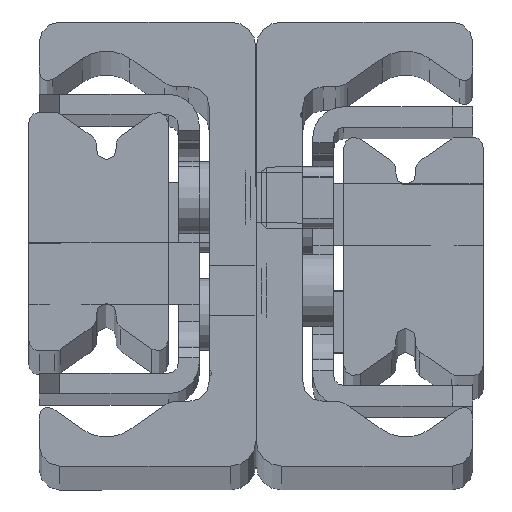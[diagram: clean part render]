
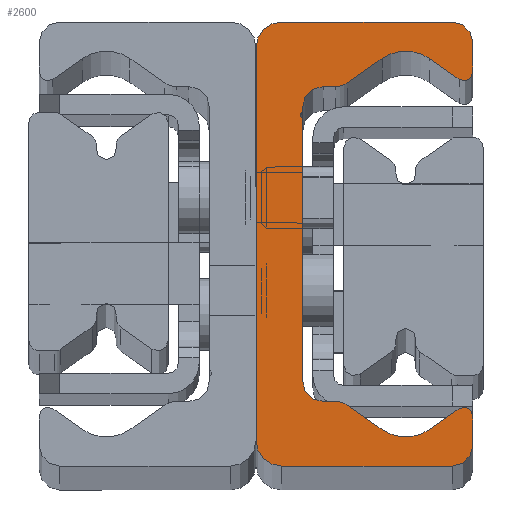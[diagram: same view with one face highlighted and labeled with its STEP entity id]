
A CAD part, top view. The second image highlights one B-rep face of the part: STEP entity #2600.
In plain terms, the highlighted planar face has unit normal (0, 0, 1).
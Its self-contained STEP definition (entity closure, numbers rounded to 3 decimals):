
#1510=CARTESIAN_POINT('',(2.499,0.,1330.0));
#1511=VERTEX_POINT('',#1510);
#1512=CARTESIAN_POINT('',(-0.001,2.5,1330.0));
#1513=VERTEX_POINT('',#1512);
#1514=CARTESIAN_POINT('',(2.499,2.5,1330.0));
#1515=DIRECTION('',(0.0,0.0,-1.0));
#1516=DIRECTION('',(-1.0,0.0,0.0));
#1517=AXIS2_PLACEMENT_3D('',#1514,#1515,#1516);
#1518=CIRCLE('',#1517,2.5);
#1519=EDGE_CURVE('',#1511,#1513,#1518,.T.);
#1552=CARTESIAN_POINT('',(-0.001,40.5,1330.0));
#1553=VERTEX_POINT('',#1552);
#1554=CARTESIAN_POINT('',(-0.001,2.5,1330.0));
#1555=DIRECTION('',(0.0,1.0,0.0));
#1556=VECTOR('',#1555,38.0);
#1557=LINE('',#1554,#1556);
#1558=EDGE_CURVE('',#1513,#1553,#1557,.T.);
#1646=CARTESIAN_POINT('',(2.499,43.0,1330.0));
#1647=VERTEX_POINT('',#1646);
#1648=CARTESIAN_POINT('',(2.499,40.5,1330.0));
#1649=DIRECTION('',(0.0,0.0,-1.0));
#1650=DIRECTION('',(0.0,1.0,0.0));
#1651=AXIS2_PLACEMENT_3D('',#1648,#1649,#1650);
#1652=CIRCLE('',#1651,2.5);
#1653=EDGE_CURVE('',#1553,#1647,#1652,.T.);
#1679=CARTESIAN_POINT('',(18.999,43.,1330.0));
#1680=VERTEX_POINT('',#1679);
#1681=CARTESIAN_POINT('',(2.499,43.0,1330.0));
#1682=DIRECTION('',(1.0,0.0,0.0));
#1683=VECTOR('',#1682,16.5);
#1684=LINE('',#1681,#1683);
#1685=EDGE_CURVE('',#1647,#1680,#1684,.T.);
#1710=CARTESIAN_POINT('',(20.999,41.,1330.0));
#1711=VERTEX_POINT('',#1710);
#1712=CARTESIAN_POINT('',(18.999,41.,1330.0));
#1713=DIRECTION('',(0.0,0.0,-1.0));
#1714=DIRECTION('',(1.0,0.0,0.0));
#1715=AXIS2_PLACEMENT_3D('',#1712,#1713,#1714);
#1716=CIRCLE('',#1715,2.0);
#1717=EDGE_CURVE('',#1680,#1711,#1716,.T.);
#1743=CARTESIAN_POINT('',(20.999,38.15,1330.0));
#1744=VERTEX_POINT('',#1743);
#1745=CARTESIAN_POINT('',(20.999,41.,1330.0));
#1746=DIRECTION('',(0.0,-1.0,0.0));
#1747=VECTOR('',#1746,2.85);
#1748=LINE('',#1745,#1747);
#1749=EDGE_CURVE('',#1711,#1744,#1748,.T.);
#1774=CARTESIAN_POINT('',(19.662,37.453,1330.0));
#1775=VERTEX_POINT('',#1774);
#1776=CARTESIAN_POINT('',(20.149,38.15,1330.0));
#1777=DIRECTION('',(0.0,0.0,-1.));
#1778=DIRECTION('',(-0.574,-0.819,0.0));
#1779=AXIS2_PLACEMENT_3D('',#1776,#1777,#1778);
#1780=CIRCLE('',#1779,0.85);
#1781=EDGE_CURVE('',#1744,#1775,#1780,.T.);
#1807=CARTESIAN_POINT('',(16.794,39.462,1330.0));
#1808=VERTEX_POINT('',#1807);
#1809=CARTESIAN_POINT('',(19.662,37.453,1330.0));
#1810=DIRECTION('',(-0.819,0.574,0.0));
#1811=VECTOR('',#1810,3.501);
#1812=LINE('',#1809,#1811);
#1813=EDGE_CURVE('',#1775,#1808,#1812,.T.);
#1838=CARTESIAN_POINT('',(12.205,39.462,1330.0));
#1839=VERTEX_POINT('',#1838);
#1840=CARTESIAN_POINT('',(14.499,36.185,1330.0));
#1841=DIRECTION('',(0.0,0.0,1.0));
#1842=DIRECTION('',(-0.574,-0.819,0.0));
#1843=AXIS2_PLACEMENT_3D('',#1840,#1841,#1842);
#1844=CIRCLE('',#1843,4.0);
#1845=EDGE_CURVE('',#1808,#1839,#1844,.T.);
#1871=CARTESIAN_POINT('',(8.849,37.112,1330.0));
#1872=VERTEX_POINT('',#1871);
#1873=CARTESIAN_POINT('',(12.205,39.462,1330.0));
#1874=DIRECTION('',(-0.819,-0.574,0.0));
#1875=VECTOR('',#1874,4.097);
#1876=LINE('',#1873,#1875);
#1877=EDGE_CURVE('',#1839,#1872,#1876,.T.);
#1902=CARTESIAN_POINT('',(7.702,36.75,1330.0));
#1903=VERTEX_POINT('',#1902);
#1904=CARTESIAN_POINT('',(7.702,38.75,1330.0));
#1905=DIRECTION('',(0.0,0.0,-1.0));
#1906=DIRECTION('',(0.0,-1.0,0.0));
#1907=AXIS2_PLACEMENT_3D('',#1904,#1905,#1906);
#1908=CIRCLE('',#1907,2.0);
#1909=EDGE_CURVE('',#1872,#1903,#1908,.T.);
#1935=CARTESIAN_POINT('',(6.499,36.75,1330.0));
#1936=VERTEX_POINT('',#1935);
#1937=CARTESIAN_POINT('',(7.702,36.75,1330.0));
#1938=DIRECTION('',(-1.0,0.0,0.0));
#1939=VECTOR('',#1938,1.203);
#1940=LINE('',#1937,#1939);
#1941=EDGE_CURVE('',#1903,#1936,#1940,.T.);
#1966=CARTESIAN_POINT('',(4.499,34.75,1330.0));
#1967=VERTEX_POINT('',#1966);
#1968=CARTESIAN_POINT('',(6.499,34.75,1330.0));
#1969=DIRECTION('',(0.0,0.0,1.0));
#1970=DIRECTION('',(0.0,-1.0,0.0));
#1971=AXIS2_PLACEMENT_3D('',#1968,#1969,#1970);
#1972=CIRCLE('',#1971,2.0);
#1973=EDGE_CURVE('',#1936,#1967,#1972,.T.);
#1999=CARTESIAN_POINT('',(4.499,34.361,1330.0));
#2000=VERTEX_POINT('',#1999);
#2001=CARTESIAN_POINT('',(4.499,34.75,1330.0));
#2002=DIRECTION('',(0.0,-1.0,0.0));
#2003=VECTOR('',#2002,0.389);
#2004=LINE('',#2001,#2003);
#2005=EDGE_CURVE('',#1967,#2000,#2004,.T.);
#2030=CARTESIAN_POINT('',(4.411,34.234,1330.0));
#2031=VERTEX_POINT('',#2030);
#2032=CARTESIAN_POINT('',(4.363,34.361,1330.0));
#2033=DIRECTION('',(0.0,0.0,-1.0));
#2034=DIRECTION('',(0.353,-0.936,0.0));
#2035=AXIS2_PLACEMENT_3D('',#2032,#2033,#2034);
#2036=CIRCLE('',#2035,0.136);
#2037=EDGE_CURVE('',#2000,#2031,#2036,.T.);
#2063=CARTESIAN_POINT('',(4.422,33.762,1330.0));
#2064=VERTEX_POINT('',#2063);
#2065=CARTESIAN_POINT('',(4.499,34.0,1330.0));
#2066=DIRECTION('',(0.0,0.0,1.));
#2067=DIRECTION('',(0.353,-0.936,0.0));
#2068=AXIS2_PLACEMENT_3D('',#2065,#2066,#2067);
#2069=CIRCLE('',#2068,0.25);
#2070=EDGE_CURVE('',#2031,#2064,#2069,.T.);
#2096=CARTESIAN_POINT('',(4.499,33.656,1330.0));
#2097=VERTEX_POINT('',#2096);
#2098=CARTESIAN_POINT('',(4.387,33.656,1330.0));
#2099=DIRECTION('',(0.0,0.0,-1.0));
#2100=DIRECTION('',(1.0,0.0,0.0));
#2101=AXIS2_PLACEMENT_3D('',#2098,#2099,#2100);
#2102=CIRCLE('',#2101,0.112);
#2103=EDGE_CURVE('',#2064,#2097,#2102,.T.);
#2129=CARTESIAN_POINT('',(4.499,8.25,1330.0));
#2130=VERTEX_POINT('',#2129);
#2131=CARTESIAN_POINT('',(4.499,33.656,1330.0));
#2132=DIRECTION('',(0.0,-1.0,0.0));
#2133=VECTOR('',#2132,25.406);
#2134=LINE('',#2131,#2133);
#2135=EDGE_CURVE('',#2097,#2130,#2134,.T.);
#2223=CARTESIAN_POINT('',(6.499,6.25,1330.0));
#2224=VERTEX_POINT('',#2223);
#2225=CARTESIAN_POINT('',(6.499,8.25,1330.0));
#2226=DIRECTION('',(0.0,0.0,1.0));
#2227=DIRECTION('',(1.0,0.0,0.0));
#2228=AXIS2_PLACEMENT_3D('',#2225,#2226,#2227);
#2229=CIRCLE('',#2228,2.0);
#2230=EDGE_CURVE('',#2130,#2224,#2229,.T.);
#2256=CARTESIAN_POINT('',(7.702,6.25,1330.0));
#2257=VERTEX_POINT('',#2256);
#2258=CARTESIAN_POINT('',(6.499,6.25,1330.0));
#2259=DIRECTION('',(1.0,0.0,0.0));
#2260=VECTOR('',#2259,1.203);
#2261=LINE('',#2258,#2260);
#2262=EDGE_CURVE('',#2224,#2257,#2261,.T.);
#2287=CARTESIAN_POINT('',(8.849,5.888,1330.0));
#2288=VERTEX_POINT('',#2287);
#2289=CARTESIAN_POINT('',(7.702,4.25,1330.0));
#2290=DIRECTION('',(0.0,0.0,-1.));
#2291=DIRECTION('',(0.574,0.819,0.0));
#2292=AXIS2_PLACEMENT_3D('',#2289,#2290,#2291);
#2293=CIRCLE('',#2292,2.0);
#2294=EDGE_CURVE('',#2257,#2288,#2293,.T.);
#2320=CARTESIAN_POINT('',(12.205,3.538,1330.0));
#2321=VERTEX_POINT('',#2320);
#2322=CARTESIAN_POINT('',(8.849,5.888,1330.0));
#2323=DIRECTION('',(0.819,-0.574,0.0));
#2324=VECTOR('',#2323,4.097);
#2325=LINE('',#2322,#2324);
#2326=EDGE_CURVE('',#2288,#2321,#2325,.T.);
#2351=CARTESIAN_POINT('',(16.794,3.538,1330.0));
#2352=VERTEX_POINT('',#2351);
#2353=CARTESIAN_POINT('',(14.499,6.815,1330.0));
#2354=DIRECTION('',(0.0,0.0,1.0));
#2355=DIRECTION('',(0.574,0.819,0.0));
#2356=AXIS2_PLACEMENT_3D('',#2353,#2354,#2355);
#2357=CIRCLE('',#2356,4.0);
#2358=EDGE_CURVE('',#2321,#2352,#2357,.T.);
#2384=CARTESIAN_POINT('',(19.662,5.547,1330.0));
#2385=VERTEX_POINT('',#2384);
#2386=CARTESIAN_POINT('',(16.794,3.538,1330.0));
#2387=DIRECTION('',(0.819,0.574,0.0));
#2388=VECTOR('',#2387,3.501);
#2389=LINE('',#2386,#2388);
#2390=EDGE_CURVE('',#2352,#2385,#2389,.T.);
#2415=CARTESIAN_POINT('',(20.999,4.85,1330.0));
#2416=VERTEX_POINT('',#2415);
#2417=CARTESIAN_POINT('',(20.149,4.85,1330.0));
#2418=DIRECTION('',(0.0,0.0,-1.0));
#2419=DIRECTION('',(1.0,0.0,0.0));
#2420=AXIS2_PLACEMENT_3D('',#2417,#2418,#2419);
#2421=CIRCLE('',#2420,0.85);
#2422=EDGE_CURVE('',#2385,#2416,#2421,.T.);
#2448=CARTESIAN_POINT('',(20.999,2.,1330.0));
#2449=VERTEX_POINT('',#2448);
#2450=CARTESIAN_POINT('',(20.999,4.85,1330.0));
#2451=DIRECTION('',(0.0,-1.0,0.0));
#2452=VECTOR('',#2451,2.85);
#2453=LINE('',#2450,#2452);
#2454=EDGE_CURVE('',#2416,#2449,#2453,.T.);
#2479=CARTESIAN_POINT('',(18.999,0.,1330.0));
#2480=VERTEX_POINT('',#2479);
#2481=CARTESIAN_POINT('',(18.999,2.,1330.0));
#2482=DIRECTION('',(0.0,0.0,-1.0));
#2483=DIRECTION('',(0.0,-1.0,0.0));
#2484=AXIS2_PLACEMENT_3D('',#2481,#2482,#2483);
#2485=CIRCLE('',#2484,2.0);
#2486=EDGE_CURVE('',#2449,#2480,#2485,.T.);
#2512=CARTESIAN_POINT('',(18.999,0.,1330.0));
#2513=DIRECTION('',(-1.0,0.0,0.0));
#2514=VECTOR('',#2513,16.5);
#2515=LINE('',#2512,#2514);
#2516=EDGE_CURVE('',#2480,#1511,#2515,.T.);
#2565=CARTESIAN_POINT('',(7.822,21.517,1330.0));
#2566=DIRECTION('',(0.0,0.0,1.0));
#2567=DIRECTION('',(1.0,0.0,0.0));
#2568=AXIS2_PLACEMENT_3D('',#2565,#2566,#2567);
#2569=PLANE('',#2568);
#2570=ORIENTED_EDGE('',*,*,#1519,.F.);
#2571=ORIENTED_EDGE('',*,*,#2516,.F.);
#2572=ORIENTED_EDGE('',*,*,#2486,.F.);
#2573=ORIENTED_EDGE('',*,*,#2454,.F.);
#2574=ORIENTED_EDGE('',*,*,#2422,.F.);
#2575=ORIENTED_EDGE('',*,*,#2390,.F.);
#2576=ORIENTED_EDGE('',*,*,#2358,.F.);
#2577=ORIENTED_EDGE('',*,*,#2326,.F.);
#2578=ORIENTED_EDGE('',*,*,#2294,.F.);
#2579=ORIENTED_EDGE('',*,*,#2262,.F.);
#2580=ORIENTED_EDGE('',*,*,#2230,.F.);
#2581=ORIENTED_EDGE('',*,*,#2135,.F.);
#2582=ORIENTED_EDGE('',*,*,#2103,.F.);
#2583=ORIENTED_EDGE('',*,*,#2070,.F.);
#2584=ORIENTED_EDGE('',*,*,#2037,.F.);
#2585=ORIENTED_EDGE('',*,*,#2005,.F.);
#2586=ORIENTED_EDGE('',*,*,#1973,.F.);
#2587=ORIENTED_EDGE('',*,*,#1941,.F.);
#2588=ORIENTED_EDGE('',*,*,#1909,.F.);
#2589=ORIENTED_EDGE('',*,*,#1877,.F.);
#2590=ORIENTED_EDGE('',*,*,#1845,.F.);
#2591=ORIENTED_EDGE('',*,*,#1813,.F.);
#2592=ORIENTED_EDGE('',*,*,#1781,.F.);
#2593=ORIENTED_EDGE('',*,*,#1749,.F.);
#2594=ORIENTED_EDGE('',*,*,#1717,.F.);
#2595=ORIENTED_EDGE('',*,*,#1685,.F.);
#2596=ORIENTED_EDGE('',*,*,#1653,.F.);
#2597=ORIENTED_EDGE('',*,*,#1558,.F.);
#2598=EDGE_LOOP('',(#2570,#2571,#2572,#2573,#2574,#2575,#2576,#2577,#2578,#2579,#2580,#2581,#2582,#2583,#2584,#2585,#2586,#2587,#2588,#2589,#2590,#2591,#2592,#2593,#2594,#2595,#2596,#2597));
#2599=FACE_OUTER_BOUND('',#2598,.T.);
#2600=ADVANCED_FACE('',(#2599),#2569,.T.);
